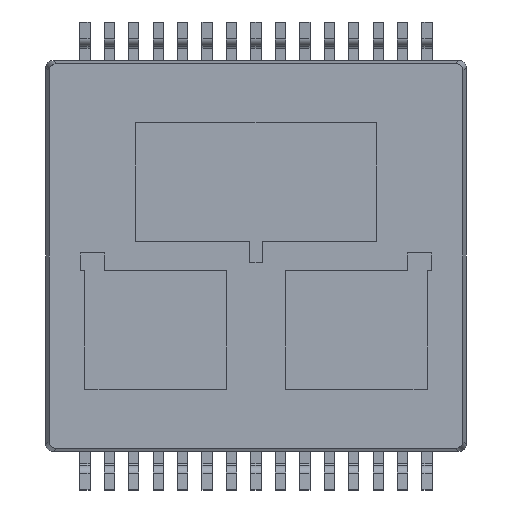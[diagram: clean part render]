
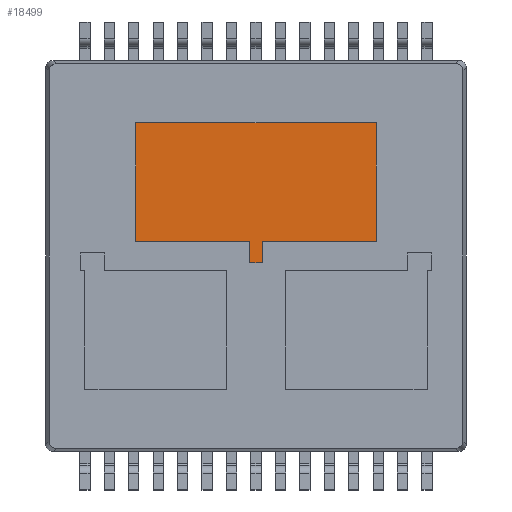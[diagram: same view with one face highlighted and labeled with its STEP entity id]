
A CAD part, front view. The second image highlights one B-rep face of the part: STEP entity #18499.
In plain terms, the highlighted planar face has unit normal (0, -1, 0).
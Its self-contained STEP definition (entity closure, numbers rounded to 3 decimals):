
#272 = EDGE_CURVE ( 'NONE', #21352, #4504, #8286, .T. ) ;
#535 = EDGE_CURVE ( 'NONE', #11622, #6759, #11724, .T. ) ;
#547 = DIRECTION ( 'NONE',  ( 0., 0., -1. ) ) ;
#1266 = EDGE_LOOP ( 'NONE', ( #20988, #20048, #3582, #22144, #7317, #18168, #9910, #3980 ) ) ;
#1550 = EDGE_CURVE ( 'NONE', #4504, #10510, #9916, .T. ) ;
#2256 = CARTESIAN_POINT ( 'NONE',  ( -4.925, -0.925, 0.6 ) ) ;
#3571 = FACE_OUTER_BOUND ( 'NONE', #1266, .T. ) ;
#3582 = ORIENTED_EDGE ( 'NONE', *, *, #1550, .T. ) ;
#3686 = VECTOR ( 'NONE', #21193, 1000. ) ;
#3750 = CARTESIAN_POINT ( 'NONE',  ( -0.25, -0.925, 0.6 ) ) ;
#3855 = CARTESIAN_POINT ( 'NONE',  ( 4.925, -0.925, 5.45 ) ) ;
#3980 = ORIENTED_EDGE ( 'NONE', *, *, #21529, .T. ) ;
#4504 = VERTEX_POINT ( 'NONE', #2256 ) ;
#5439 = VECTOR ( 'NONE', #15476, 1000. ) ;
#5700 = CARTESIAN_POINT ( 'NONE',  ( 0.25, -0.925, -0.279 ) ) ;
#5734 = VECTOR ( 'NONE', #8222, 1000. ) ;
#5832 = CARTESIAN_POINT ( 'NONE',  ( -0.25, -0.925, -0.279 ) ) ;
#6029 = LINE ( 'NONE', #15944, #14604 ) ;
#6301 = LINE ( 'NONE', #9649, #14876 ) ;
#6759 = VERTEX_POINT ( 'NONE', #5700 ) ;
#7268 = VECTOR ( 'NONE', #21347, 1000. ) ;
#7317 = ORIENTED_EDGE ( 'NONE', *, *, #535, .T. ) ;
#8222 = DIRECTION ( 'NONE',  ( 1., 0., 0. ) ) ;
#8286 = LINE ( 'NONE', #21651, #3686 ) ;
#8936 = EDGE_CURVE ( 'NONE', #10510, #11622, #6029, .T. ) ;
#9366 = VERTEX_POINT ( 'NONE', #3855 ) ;
#9565 = DIRECTION ( 'NONE',  ( 0., 0., 1. ) ) ;
#9649 = CARTESIAN_POINT ( 'NONE',  ( 4.925, -0.925, 0.6 ) ) ;
#9890 = DIRECTION ( 'NONE',  ( 0., -1., 0. ) ) ;
#9910 = ORIENTED_EDGE ( 'NONE', *, *, #10858, .T. ) ;
#9916 = LINE ( 'NONE', #11666, #13918 ) ;
#10295 = LINE ( 'NONE', #11388, #5734 ) ;
#10487 = CARTESIAN_POINT ( 'NONE',  ( -0.25, -0.925, -0.279 ) ) ;
#10510 = VERTEX_POINT ( 'NONE', #3750 ) ;
#10574 = DIRECTION ( 'NONE',  ( 1., 0., 0. ) ) ;
#10818 = VERTEX_POINT ( 'NONE', #16411 ) ;
#10858 = EDGE_CURVE ( 'NONE', #10818, #15706, #10295, .T. ) ;
#11388 = CARTESIAN_POINT ( 'NONE',  ( 0.25, -0.925, 0.6 ) ) ;
#11622 = VERTEX_POINT ( 'NONE', #10487 ) ;
#11666 = CARTESIAN_POINT ( 'NONE',  ( -4.925, -0.925, 0.6 ) ) ;
#11724 = LINE ( 'NONE', #5832, #15753 ) ;
#13748 = CARTESIAN_POINT ( 'NONE',  ( 4.925, -0.925, 5.45 ) ) ;
#13918 = VECTOR ( 'NONE', #21996, 1000. ) ;
#14187 = EDGE_CURVE ( 'NONE', #6759, #10818, #20368, .T. ) ;
#14559 = LINE ( 'NONE', #13748, #5439 ) ;
#14604 = VECTOR ( 'NONE', #547, 1000. ) ;
#14876 = VECTOR ( 'NONE', #9565, 1000. ) ;
#15476 = DIRECTION ( 'NONE',  ( -1., 0., 0. ) ) ;
#15706 = VERTEX_POINT ( 'NONE', #20269 ) ;
#15753 = VECTOR ( 'NONE', #10574, 1000. ) ;
#15944 = CARTESIAN_POINT ( 'NONE',  ( -0.25, -0.925, 0.6 ) ) ;
#16374 = CARTESIAN_POINT ( 'NONE',  ( 0.25, -0.925, -0.279 ) ) ;
#16411 = CARTESIAN_POINT ( 'NONE',  ( 0.25, -0.925, 0.6 ) ) ;
#18168 = ORIENTED_EDGE ( 'NONE', *, *, #14187, .T. ) ;
#18499 = ADVANCED_FACE ( 'NONE', ( #3571 ), #19896, .T. ) ;
#19339 = EDGE_CURVE ( 'NONE', #9366, #21352, #14559, .T. ) ;
#19896 = PLANE ( 'NONE',  #22219 ) ;
#20048 = ORIENTED_EDGE ( 'NONE', *, *, #272, .T. ) ;
#20123 = CARTESIAN_POINT ( 'NONE',  ( 0., -0.925, 0. ) ) ;
#20269 = CARTESIAN_POINT ( 'NONE',  ( 4.925, -0.925, 0.6 ) ) ;
#20368 = LINE ( 'NONE', #16374, #7268 ) ;
#20988 = ORIENTED_EDGE ( 'NONE', *, *, #19339, .T. ) ;
#21121 = CARTESIAN_POINT ( 'NONE',  ( -4.925, -0.925, 5.45 ) ) ;
#21193 = DIRECTION ( 'NONE',  ( 0., 0., -1. ) ) ;
#21347 = DIRECTION ( 'NONE',  ( 0., 0., 1. ) ) ;
#21352 = VERTEX_POINT ( 'NONE', #21121 ) ;
#21529 = EDGE_CURVE ( 'NONE', #15706, #9366, #6301, .T. ) ;
#21651 = CARTESIAN_POINT ( 'NONE',  ( -4.925, -0.925, 5.45 ) ) ;
#21843 = DIRECTION ( 'NONE',  ( 0., 0., -1. ) ) ;
#21996 = DIRECTION ( 'NONE',  ( 1., 0., 0. ) ) ;
#22144 = ORIENTED_EDGE ( 'NONE', *, *, #8936, .T. ) ;
#22219 = AXIS2_PLACEMENT_3D ( 'NONE', #20123, #9890, #21843 ) ;
